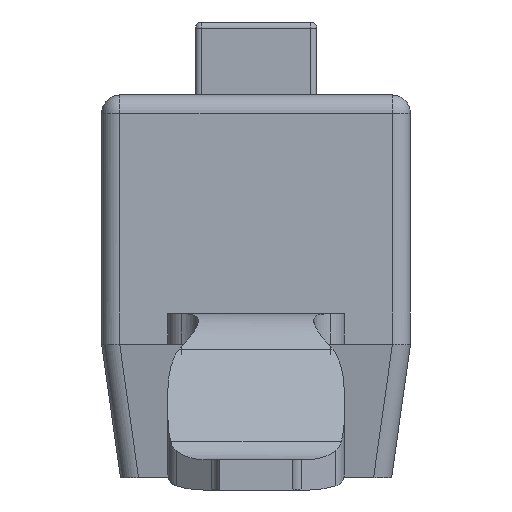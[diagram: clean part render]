
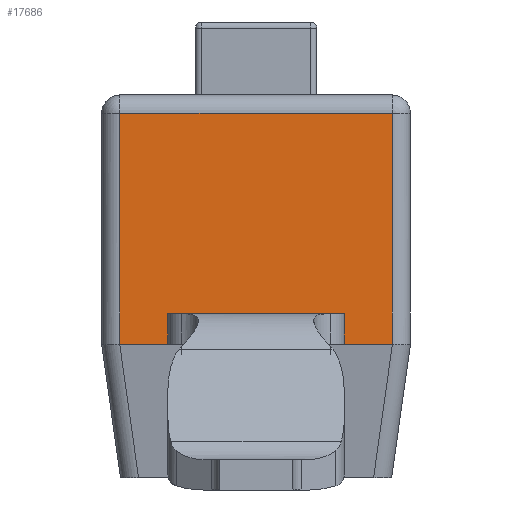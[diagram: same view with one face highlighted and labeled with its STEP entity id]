
A CAD part, front view. The second image highlights one B-rep face of the part: STEP entity #17686.
In plain terms, the highlighted planar face has unit normal (0, -1, 0).
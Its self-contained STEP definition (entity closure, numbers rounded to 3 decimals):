
#119 = EDGE_CURVE ( 'NONE', #4399, #16268, #12624, .T. ) ;
#764 = CARTESIAN_POINT ( 'NONE',  ( 0.725, -3., 1.4 ) ) ;
#1138 = LINE ( 'NONE', #12795, #12232 ) ;
#1293 = ORIENTED_EDGE ( 'NONE', *, *, #7206, .T. ) ;
#1540 = ORIENTED_EDGE ( 'NONE', *, *, #11822, .T. ) ;
#2392 = CARTESIAN_POINT ( 'NONE',  ( 1.12, -3., 3.05 ) ) ;
#2404 = CARTESIAN_POINT ( 'NONE',  ( -0.725, -3., 1.15 ) ) ;
#2752 = DIRECTION ( 'NONE',  ( -1., 0., 0. ) ) ;
#2860 = LINE ( 'NONE', #10415, #10399 ) ;
#3035 = AXIS2_PLACEMENT_3D ( 'NONE', #9682, #18459, #5101 ) ;
#3054 = VECTOR ( 'NONE', #15898, 1000. ) ;
#3731 = EDGE_LOOP ( 'NONE', ( #13395, #15177, #8987, #16413, #5189, #15665, #1540, #1293 ) ) ;
#3796 = CARTESIAN_POINT ( 'NONE',  ( -0.725, -3., 1.4 ) ) ;
#4399 = VERTEX_POINT ( 'NONE', #9050 ) ;
#5035 = DIRECTION ( 'NONE',  ( 0., 0., 1. ) ) ;
#5101 = DIRECTION ( 'NONE',  ( 0., 0., 1. ) ) ;
#5131 = EDGE_CURVE ( 'NONE', #6601, #16057, #7253, .T. ) ;
#5187 = EDGE_CURVE ( 'NONE', #16268, #6601, #2860, .T. ) ;
#5189 = ORIENTED_EDGE ( 'NONE', *, *, #17672, .T. ) ;
#5294 = CARTESIAN_POINT ( 'NONE',  ( -1.12, -3., 3.05 ) ) ;
#5327 = CARTESIAN_POINT ( 'NONE',  ( 0.725, -3., 1.4 ) ) ;
#6601 = VERTEX_POINT ( 'NONE', #3796 ) ;
#7206 = EDGE_CURVE ( 'NONE', #11119, #15060, #15048, .T. ) ;
#7253 = LINE ( 'NONE', #8873, #3054 ) ;
#7855 = CARTESIAN_POINT ( 'NONE',  ( -1.12, -3., 3.2 ) ) ;
#8634 = EDGE_CURVE ( 'NONE', #16192, #10422, #11078, .T. ) ;
#8829 = VECTOR ( 'NONE', #12327, 1000. ) ;
#8873 = CARTESIAN_POINT ( 'NONE',  ( -0.725, -3., 1.4 ) ) ;
#8987 = ORIENTED_EDGE ( 'NONE', *, *, #5187, .F. ) ;
#9050 = CARTESIAN_POINT ( 'NONE',  ( 0.725, -3., 1.15 ) ) ;
#9359 = CARTESIAN_POINT ( 'NONE',  ( 1.12, -3., 1.15 ) ) ;
#9682 = CARTESIAN_POINT ( 'NONE',  ( -1.27, -3., 3.2 ) ) ;
#9890 = PLANE ( 'NONE',  #3035 ) ;
#9935 = VECTOR ( 'NONE', #15687, 1000. ) ;
#10399 = VECTOR ( 'NONE', #2752, 1000. ) ;
#10415 = CARTESIAN_POINT ( 'NONE',  ( 0.725, -3., 1.4 ) ) ;
#10422 = VERTEX_POINT ( 'NONE', #2392 ) ;
#10967 = FACE_OUTER_BOUND ( 'NONE', #3731, .T. ) ;
#11078 = LINE ( 'NONE', #15289, #12445 ) ;
#11119 = VERTEX_POINT ( 'NONE', #5294 ) ;
#11822 = EDGE_CURVE ( 'NONE', #10422, #11119, #18849, .T. ) ;
#12106 = CARTESIAN_POINT ( 'NONE',  ( -1.12, -3., 1.15 ) ) ;
#12232 = VECTOR ( 'NONE', #15387, 1000. ) ;
#12327 = DIRECTION ( 'NONE',  ( 1., 0., 0. ) ) ;
#12445 = VECTOR ( 'NONE', #18293, 1000. ) ;
#12624 = LINE ( 'NONE', #764, #13166 ) ;
#12795 = CARTESIAN_POINT ( 'NONE',  ( -1.27, -3., 1.15 ) ) ;
#13166 = VECTOR ( 'NONE', #5035, 1000. ) ;
#13395 = ORIENTED_EDGE ( 'NONE', *, *, #14668, .T. ) ;
#13716 = DIRECTION ( 'NONE',  ( 0., 0., -1. ) ) ;
#14337 = CARTESIAN_POINT ( 'NONE',  ( -1.27, -3., 3.05 ) ) ;
#14668 = EDGE_CURVE ( 'NONE', #15060, #16057, #1138, .T. ) ;
#15048 = LINE ( 'NONE', #7855, #18816 ) ;
#15060 = VERTEX_POINT ( 'NONE', #12106 ) ;
#15177 = ORIENTED_EDGE ( 'NONE', *, *, #5131, .F. ) ;
#15188 = CARTESIAN_POINT ( 'NONE',  ( -1.27, -3., 1.15 ) ) ;
#15275 = LINE ( 'NONE', #15188, #8829 ) ;
#15289 = CARTESIAN_POINT ( 'NONE',  ( 1.12, -3., 3.2 ) ) ;
#15387 = DIRECTION ( 'NONE',  ( 1., 0., 0. ) ) ;
#15665 = ORIENTED_EDGE ( 'NONE', *, *, #8634, .T. ) ;
#15687 = DIRECTION ( 'NONE',  ( -1., 0., 0. ) ) ;
#15898 = DIRECTION ( 'NONE',  ( 0., 0., -1. ) ) ;
#16057 = VERTEX_POINT ( 'NONE', #2404 ) ;
#16192 = VERTEX_POINT ( 'NONE', #9359 ) ;
#16268 = VERTEX_POINT ( 'NONE', #5327 ) ;
#16413 = ORIENTED_EDGE ( 'NONE', *, *, #119, .F. ) ;
#17672 = EDGE_CURVE ( 'NONE', #4399, #16192, #15275, .T. ) ;
#17686 = ADVANCED_FACE ( 'NONE', ( #10967 ), #9890, .F. ) ;
#18293 = DIRECTION ( 'NONE',  ( 0., 0., 1. ) ) ;
#18459 = DIRECTION ( 'NONE',  ( 0., 1., 0. ) ) ;
#18816 = VECTOR ( 'NONE', #13716, 1000. ) ;
#18849 = LINE ( 'NONE', #14337, #9935 ) ;
